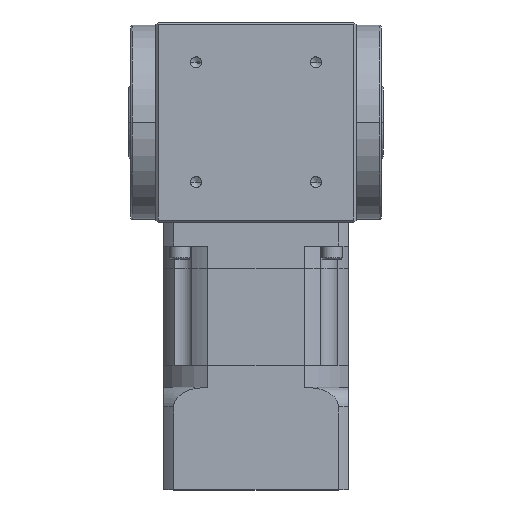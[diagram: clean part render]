
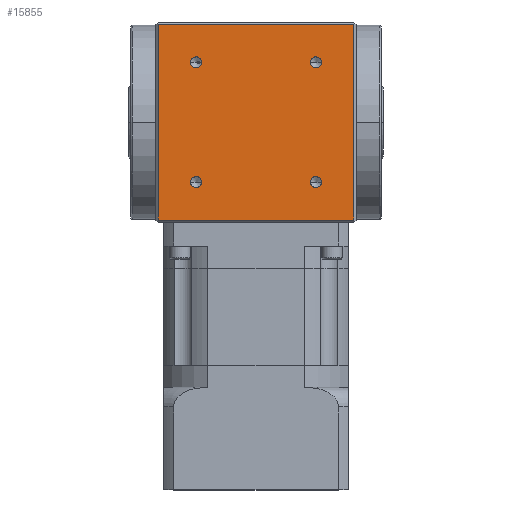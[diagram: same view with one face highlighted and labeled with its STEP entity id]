
A CAD part, top view. The second image highlights one B-rep face of the part: STEP entity #15855.
In plain terms, the highlighted planar face has unit normal (0, 0, 1).
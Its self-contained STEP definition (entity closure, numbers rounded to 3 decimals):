
#91 = VERTEX_POINT ( 'NONE', #20572 ) ;
#136 = DIRECTION ( 'NONE',  ( 0., -1., 0. ) ) ;
#453 = ORIENTED_EDGE ( 'NONE', *, *, #13959, .F. ) ;
#797 = ORIENTED_EDGE ( 'NONE', *, *, #20915, .F. ) ;
#1174 = ORIENTED_EDGE ( 'NONE', *, *, #18253, .F. ) ;
#1728 = CIRCLE ( 'NONE', #15602, 4.25 ) ;
#2063 = DIRECTION ( 'NONE',  ( 0., 1., 0. ) ) ;
#2450 = AXIS2_PLACEMENT_3D ( 'NONE', #23750, #11660, #25719 ) ;
#2613 = EDGE_LOOP ( 'NONE', ( #10365, #1174 ) ) ;
#2681 = DIRECTION ( 'NONE',  ( -1., 0., 0. ) ) ;
#3233 = CARTESIAN_POINT ( 'NONE',  ( 45.962, 240.288, 77. ) ) ;
#3590 = FACE_BOUND ( 'NONE', #7071, .T. ) ;
#3907 = ORIENTED_EDGE ( 'NONE', *, *, #12584, .F. ) ;
#3975 = CIRCLE ( 'NONE', #14829, 4.25 ) ;
#4118 = VECTOR ( 'NONE', #136, 1000. ) ;
#4146 = CARTESIAN_POINT ( 'NONE',  ( -74.872, 0., 77. ) ) ;
#4179 = EDGE_CURVE ( 'NONE', #24872, #4489, #7435, .T. ) ;
#4489 = VERTEX_POINT ( 'NONE', #21358 ) ;
#4528 = EDGE_CURVE ( 'NONE', #91, #24918, #10958, .T. ) ;
#4716 = CARTESIAN_POINT ( 'NONE',  ( 45.962, 327.962, 77. ) ) ;
#5006 = DIRECTION ( 'NONE',  ( 0., 0., 1. ) ) ;
#5222 = DIRECTION ( 'NONE',  ( 0., 0., 1. ) ) ;
#5784 = ORIENTED_EDGE ( 'NONE', *, *, #4179, .F. ) ;
#5953 = CIRCLE ( 'NONE', #10422, 4.25 ) ;
#6053 = VERTEX_POINT ( 'NONE', #24728 ) ;
#6812 = DIRECTION ( 'NONE',  ( 0., -1., 0. ) ) ;
#6891 = EDGE_CURVE ( 'NONE', #10773, #25745, #10694, .T. ) ;
#7021 = CARTESIAN_POINT ( 'NONE',  ( -45.962, 236.038, 77. ) ) ;
#7071 = EDGE_LOOP ( 'NONE', ( #10693, #14764 ) ) ;
#7435 = LINE ( 'NONE', #13627, #12283 ) ;
#7670 = AXIS2_PLACEMENT_3D ( 'NONE', #7021, #21233, #9125 ) ;
#8137 = DIRECTION ( 'NONE',  ( 0., 0., 1. ) ) ;
#8416 = CARTESIAN_POINT ( 'NONE',  ( 45.962, 332.212, 77. ) ) ;
#8515 = CARTESIAN_POINT ( 'NONE',  ( -45.962, 231.788, 77. ) ) ;
#8569 = VECTOR ( 'NONE', #2063, 1000. ) ;
#8626 = CARTESIAN_POINT ( 'NONE',  ( -45.962, 332.212, 77. ) ) ;
#8876 = CARTESIAN_POINT ( 'NONE',  ( -95., 207., 77. ) ) ;
#9061 = VERTEX_POINT ( 'NONE', #8416 ) ;
#9125 = DIRECTION ( 'NONE',  ( 0., -1., 0. ) ) ;
#9160 = CARTESIAN_POINT ( 'NONE',  ( 45.962, 236.038, 77. ) ) ;
#9572 = CARTESIAN_POINT ( 'NONE',  ( 45.962, 327.962, 77. ) ) ;
#9926 = VERTEX_POINT ( 'NONE', #15722 ) ;
#10300 = LINE ( 'NONE', #12536, #4118 ) ;
#10308 = DIRECTION ( 'NONE',  ( 0., 0., 1. ) ) ;
#10365 = ORIENTED_EDGE ( 'NONE', *, *, #21274, .F. ) ;
#10422 = AXIS2_PLACEMENT_3D ( 'NONE', #17216, #5006, #19268 ) ;
#10693 = ORIENTED_EDGE ( 'NONE', *, *, #6891, .F. ) ;
#10694 = CIRCLE ( 'NONE', #13892, 4.25 ) ;
#10773 = VERTEX_POINT ( 'NONE', #8515 ) ;
#10886 = EDGE_CURVE ( 'NONE', #6053, #15663, #11610, .T. ) ;
#10958 = CIRCLE ( 'NONE', #18026, 4.25 ) ;
#11073 = FACE_BOUND ( 'NONE', #17621, .T. ) ;
#11223 = DIRECTION ( 'NONE',  ( 0., -1., 0. ) ) ;
#11610 = LINE ( 'NONE', #8876, #21684 ) ;
#11632 = DIRECTION ( 'NONE',  ( 0., -1., 0. ) ) ;
#11660 = DIRECTION ( 'NONE',  ( 0., 0., -1. ) ) ;
#12283 = VECTOR ( 'NONE', #19579, 1000. ) ;
#12504 = CARTESIAN_POINT ( 'NONE',  ( -74.872, 357., 77. ) ) ;
#12536 = CARTESIAN_POINT ( 'NONE',  ( 74.872, 0., 77. ) ) ;
#12584 = EDGE_CURVE ( 'NONE', #15663, #24872, #19327, .T. ) ;
#12720 = ORIENTED_EDGE ( 'NONE', *, *, #4528, .F. ) ;
#12807 = CARTESIAN_POINT ( 'NONE',  ( -74.872, 207., 77. ) ) ;
#13493 = AXIS2_PLACEMENT_3D ( 'NONE', #22461, #10308, #24446 ) ;
#13627 = CARTESIAN_POINT ( 'NONE',  ( -95., 357., 77. ) ) ;
#13892 = AXIS2_PLACEMENT_3D ( 'NONE', #20272, #8137, #22362 ) ;
#13945 = EDGE_CURVE ( 'NONE', #25745, #10773, #22861, .T. ) ;
#13959 = EDGE_CURVE ( 'NONE', #22199, #23695, #5953, .T. ) ;
#14173 = ORIENTED_EDGE ( 'NONE', *, *, #14483, .F. ) ;
#14483 = EDGE_CURVE ( 'NONE', #23695, #22199, #3975, .T. ) ;
#14532 = FACE_BOUND ( 'NONE', #2613, .T. ) ;
#14764 = ORIENTED_EDGE ( 'NONE', *, *, #13945, .F. ) ;
#14829 = AXIS2_PLACEMENT_3D ( 'NONE', #9160, #23332, #11223 ) ;
#15149 = FACE_BOUND ( 'NONE', #25855, .T. ) ;
#15602 = AXIS2_PLACEMENT_3D ( 'NONE', #4716, #18984, #6812 ) ;
#15663 = VERTEX_POINT ( 'NONE', #12807 ) ;
#15722 = CARTESIAN_POINT ( 'NONE',  ( 45.962, 323.712, 77. ) ) ;
#15855 = ADVANCED_FACE ( 'NONE', ( #15149, #14532, #11073, #3590, #24631 ), #25558, .F. ) ;
#17216 = CARTESIAN_POINT ( 'NONE',  ( 45.962, 236.038, 77. ) ) ;
#17432 = CARTESIAN_POINT ( 'NONE',  ( -45.962, 327.962, 77. ) ) ;
#17621 = EDGE_LOOP ( 'NONE', ( #453, #14173 ) ) ;
#17900 = EDGE_LOOP ( 'NONE', ( #797, #5784, #3907, #26064 ) ) ;
#18026 = AXIS2_PLACEMENT_3D ( 'NONE', #17432, #5222, #19470 ) ;
#18253 = EDGE_CURVE ( 'NONE', #9061, #9926, #1728, .T. ) ;
#18984 = DIRECTION ( 'NONE',  ( 0., 0., 1. ) ) ;
#19268 = DIRECTION ( 'NONE',  ( 0., -1., 0. ) ) ;
#19327 = LINE ( 'NONE', #4146, #8569 ) ;
#19470 = DIRECTION ( 'NONE',  ( 0., -1., 0. ) ) ;
#19579 = DIRECTION ( 'NONE',  ( 1., 0., 0. ) ) ;
#20272 = CARTESIAN_POINT ( 'NONE',  ( -45.962, 236.038, 77. ) ) ;
#20374 = AXIS2_PLACEMENT_3D ( 'NONE', #9572, #23718, #11632 ) ;
#20572 = CARTESIAN_POINT ( 'NONE',  ( -45.962, 323.712, 77. ) ) ;
#20708 = CIRCLE ( 'NONE', #13493, 4.25 ) ;
#20915 = EDGE_CURVE ( 'NONE', #4489, #6053, #10300, .T. ) ;
#21233 = DIRECTION ( 'NONE',  ( 0., 0., 1. ) ) ;
#21258 = CARTESIAN_POINT ( 'NONE',  ( 45.962, 231.788, 77. ) ) ;
#21274 = EDGE_CURVE ( 'NONE', #9926, #9061, #23940, .T. ) ;
#21358 = CARTESIAN_POINT ( 'NONE',  ( 74.872, 357., 77. ) ) ;
#21684 = VECTOR ( 'NONE', #2681, 1000. ) ;
#21934 = EDGE_CURVE ( 'NONE', #24918, #91, #20708, .T. ) ;
#22199 = VERTEX_POINT ( 'NONE', #21258 ) ;
#22258 = CARTESIAN_POINT ( 'NONE',  ( -45.962, 240.288, 77. ) ) ;
#22362 = DIRECTION ( 'NONE',  ( 0., -1., 0. ) ) ;
#22461 = CARTESIAN_POINT ( 'NONE',  ( -45.962, 327.962, 77. ) ) ;
#22861 = CIRCLE ( 'NONE', #7670, 4.25 ) ;
#23332 = DIRECTION ( 'NONE',  ( 0., 0., 1. ) ) ;
#23695 = VERTEX_POINT ( 'NONE', #3233 ) ;
#23718 = DIRECTION ( 'NONE',  ( 0., 0., 1. ) ) ;
#23750 = CARTESIAN_POINT ( 'NONE',  ( -95., 359., 77. ) ) ;
#23940 = CIRCLE ( 'NONE', #20374, 4.25 ) ;
#24446 = DIRECTION ( 'NONE',  ( 0., -1., 0. ) ) ;
#24631 = FACE_OUTER_BOUND ( 'NONE', #17900, .T. ) ;
#24728 = CARTESIAN_POINT ( 'NONE',  ( 74.872, 207., 77. ) ) ;
#24821 = ORIENTED_EDGE ( 'NONE', *, *, #21934, .F. ) ;
#24872 = VERTEX_POINT ( 'NONE', #12504 ) ;
#24918 = VERTEX_POINT ( 'NONE', #8626 ) ;
#25558 = PLANE ( 'NONE',  #2450 ) ;
#25719 = DIRECTION ( 'NONE',  ( 0., 1., 0. ) ) ;
#25745 = VERTEX_POINT ( 'NONE', #22258 ) ;
#25855 = EDGE_LOOP ( 'NONE', ( #12720, #24821 ) ) ;
#26064 = ORIENTED_EDGE ( 'NONE', *, *, #10886, .F. ) ;
